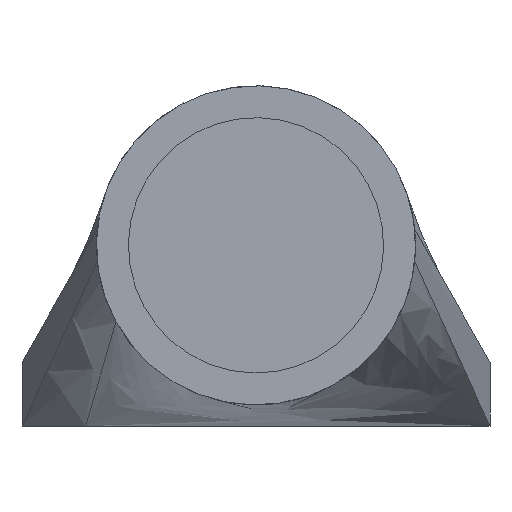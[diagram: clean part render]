
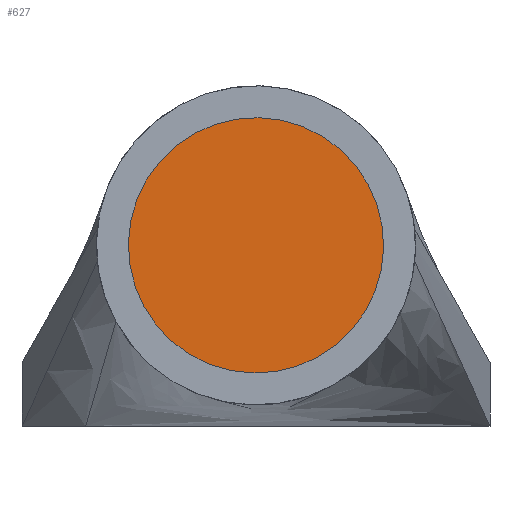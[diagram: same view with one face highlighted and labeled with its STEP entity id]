
A CAD part, front view. The second image highlights one B-rep face of the part: STEP entity #627.
In plain terms, the highlighted planar face has unit normal (0, -1, 0).
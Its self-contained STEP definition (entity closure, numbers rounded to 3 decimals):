
#502=AXIS2_PLACEMENT_3D('Circle Axis2P3D',#500,#501,$) ;
#538=AXIS2_PLACEMENT_3D('Circle Axis2P3D',#536,#537,$) ;
#621=AXIS2_PLACEMENT_3D('Plane Axis2P3D',#618,#619,#620) ;
#500=CARTESIAN_POINT('Axis2P3D Location',(22.,41.7,17.)) ;
#504=CARTESIAN_POINT('Vertex',(32.531,41.7,22.753)) ;
#506=CARTESIAN_POINT('Vertex',(11.469,41.7,11.247)) ;
#536=CARTESIAN_POINT('Axis2P3D Location',(22.,41.7,17.)) ;
#618=CARTESIAN_POINT('Axis2P3D Location',(34.,41.7,17.)) ;
#501=DIRECTION('Axis2P3D Direction',(0.,-1.,0.)) ;
#537=DIRECTION('Axis2P3D Direction',(0.,-1.,0.)) ;
#619=DIRECTION('Axis2P3D Direction',(0.,-1.,0.)) ;
#620=DIRECTION('Axis2P3D XDirection',(1.,0.,0.)) ;
#624=ORIENTED_EDGE('',*,*,#508,.T.) ;
#625=ORIENTED_EDGE('',*,*,#540,.T.) ;
#627=ADVANCED_FACE('S3D',(#626),#622,.T.) ;
#503=CIRCLE('generated circle',#502,12.) ;
#539=CIRCLE('generated circle',#538,12.) ;
#508=EDGE_CURVE('',#505,#507,#503,.T.) ;
#540=EDGE_CURVE('',#507,#505,#539,.T.) ;
#623=EDGE_LOOP('',(#624,#625)) ;
#626=FACE_OUTER_BOUND('',#623,.T.) ;
#622=PLANE('',#621) ;
#505=VERTEX_POINT('',#504) ;
#507=VERTEX_POINT('',#506) ;
